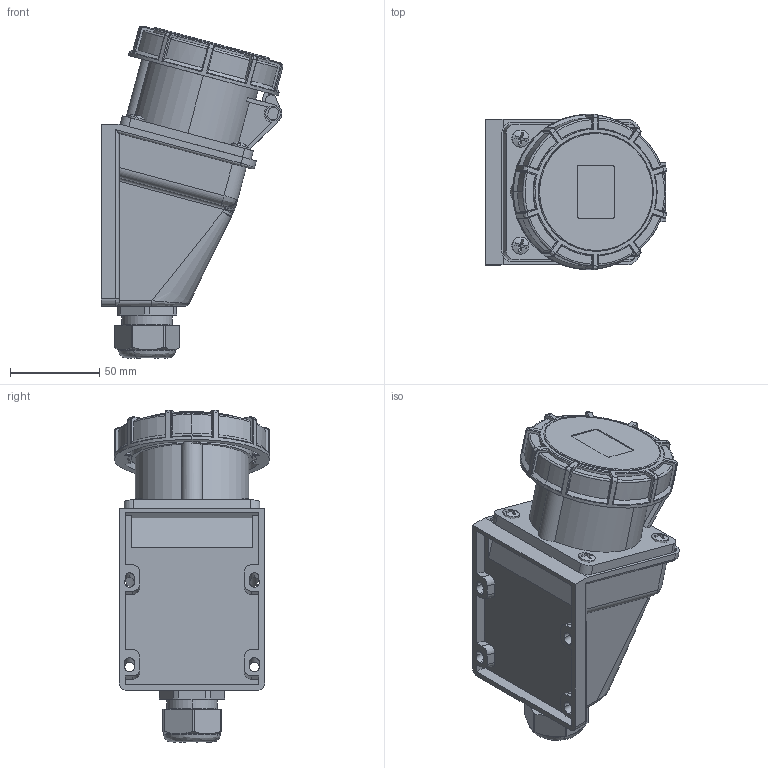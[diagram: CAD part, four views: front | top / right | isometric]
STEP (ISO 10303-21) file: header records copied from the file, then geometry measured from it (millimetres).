
FILE_DESCRIPTION (( 'STEP AP214' ), '1' );
FILE_NAME ('DEP2-1152.STEP', '2025-01-07T07:31:46', ( '' ), ( '' ), 'SwSTEP 2.0', 'SolidWorks 2022', '' );
FILE_SCHEMA (( 'AUTOMOTIVE_DESIGN' ));
Length unit declared in the file: millimetre
Products named in the file (1): DEP2-1152
Bounding box: 101.78 x 87 x 186.03 mm (x, y, z)
Surface area: 82218.3 mm2 (no closed solid volume)
Topology: 0 solids, 17 shells, 550 faces, 1659 edges, 1100 vertices
Faces by surface type: cylinder 213, plane 199, bspline 105, cone 32, torus 1
Entity records: 30733 total; most frequent: CARTESIAN_POINT 11033, ORIENTED_EDGE 2950, DIRECTION 2545, EDGE_CURVE 1651, VERTEX_POINT 1100, AXIS2_PLACEMENT_3D 902, VECTOR 741, LINE 741
